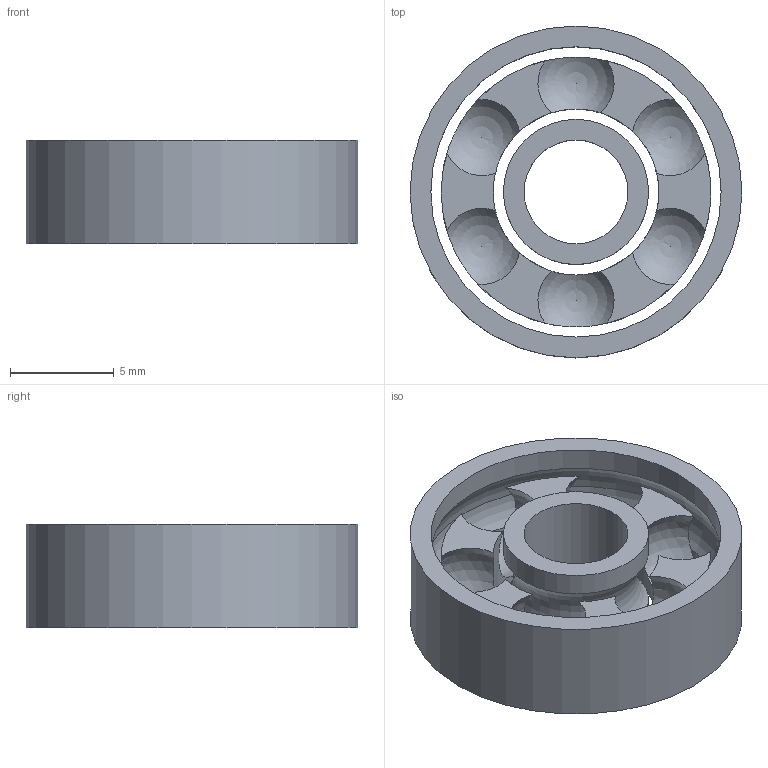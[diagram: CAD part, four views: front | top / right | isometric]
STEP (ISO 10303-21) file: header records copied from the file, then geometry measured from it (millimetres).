
FILE_DESCRIPTION(('HOOPS Exchange Step'),'2;1');
FILE_NAME('temp_export','2024-08-30T22:33:19+20:00',('29752'),('Shapr3D Limited'),'HOOPS Exchange 2024.2','Shapr3D','Authorized');
FILE_SCHEMA( ('AP242_MANAGED_MODEL_BASED_3D_ENGINEERING_MIM_LF {1 0 10303 442 1 1 4 }') );
Length unit declared in the file: millimetre
Products named in the file (3): 圆形图案 02; 圆形图案 01; root
Assembly tree (2 placements, depth 2):
  root
    圆形图案 02
    圆形图案 01
Bounding box: 16 x 16 x 5 mm (x, y, z)
Volume: 394.4 mm3; surface area: 1205.2 mm2
Topology: 3 solids, 3 shells, 28 faces, 94 edges, 65 vertices
Faces by surface type: plane 11, cylinder 8, sphere 6, torus 3
Full cylindrical faces by diameter (mm): 5 x1, 7 x2, 8 x1, 13 x1, 14 x2, 16 x1
Entity records: 2378 total; most frequent: CARTESIAN_POINT 1459, DIRECTION 200, ORIENTED_EDGE 176, AXIS2_PLACEMENT_3D 96, EDGE_CURVE 88, VERTEX_POINT 65, CIRCLE 62, EDGE_LOOP 33
